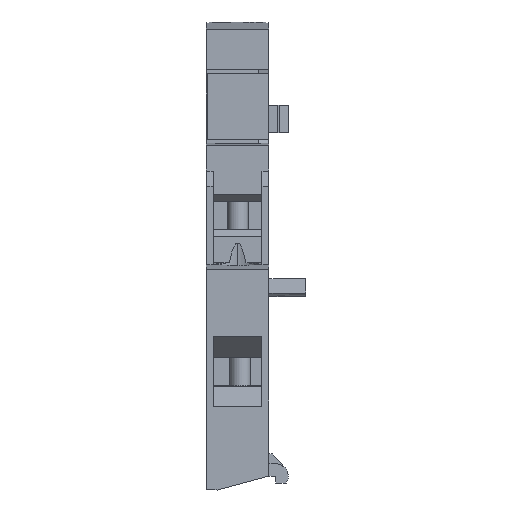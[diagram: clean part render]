
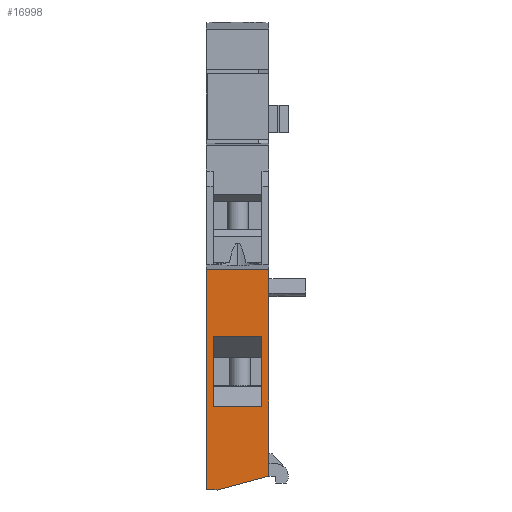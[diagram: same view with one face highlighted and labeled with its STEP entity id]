
A CAD part, front view. The second image highlights one B-rep face of the part: STEP entity #16998.
In plain terms, the highlighted face is planar.
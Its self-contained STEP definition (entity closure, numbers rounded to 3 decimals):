
#2169 = CARTESIAN_POINT ( 'NONE',  ( -16.333, 8.82, 34.527 ) ) ;
#2170 = DIRECTION ( 'NONE',  ( 0., -1., 0. ) ) ;
#2171 = VECTOR ( 'NONE', #2170, 1000. ) ;
#2172 = CARTESIAN_POINT ( 'NONE',  ( -16.333, 38.584, 34.527 ) ) ;
#2173 = LINE ( 'NONE', #2172, #2171 ) ;
#2174 = CARTESIAN_POINT ( 'NONE',  ( -16.333, 38.584, 34.527 ) ) ;
#3143 = DIRECTION ( 'NONE',  ( 0., 0., -1. ) ) ;
#3144 = VECTOR ( 'NONE', #3143, 1000. ) ;
#3145 = CARTESIAN_POINT ( 'NONE',  ( -16.333, 38.584, 43.527 ) ) ;
#3146 = LINE ( 'NONE', #3145, #3144 ) ;
#3147 = CARTESIAN_POINT ( 'NONE',  ( -16.333, 38.584, 43.527 ) ) ;
#3474 = CARTESIAN_POINT ( 'NONE',  ( -16.333, 6.82, 43.527 ) ) ;
#3475 = DIRECTION ( 'NONE',  ( 0., 0., -1. ) ) ;
#3476 = VECTOR ( 'NONE', #3475, 1000. ) ;
#3477 = CARTESIAN_POINT ( 'NONE',  ( -16.333, 6.82, 43.527 ) ) ;
#3478 = LINE ( 'NONE', #3477, #3476 ) ;
#3479 = CARTESIAN_POINT ( 'NONE',  ( -16.333, 6.82, 41.992 ) ) ;
#3620 = DIRECTION ( 'NONE',  ( 0., -0.259, 0.966 ) ) ;
#3621 = VECTOR ( 'NONE', #3620, 1000. ) ;
#3622 = CARTESIAN_POINT ( 'NONE',  ( -16.333, 6.82, 41.992 ) ) ;
#3623 = LINE ( 'NONE', #3622, #3621 ) ;
#3648 = FACE_OUTER_BOUND ( 'NONE', #17065, .T. ) ;
#3649 = FACE_BOUND ( 'NONE', #16999, .T. ) ;
#3655 = DIRECTION ( 'NONE',  ( 0., -1., 0. ) ) ;
#3656 = VECTOR ( 'NONE', #3655, 1000. ) ;
#3657 = CARTESIAN_POINT ( 'NONE',  ( -16.333, 38.584, 43.527 ) ) ;
#3658 = LINE ( 'NONE', #3657, #3656 ) ;
#3671 = CARTESIAN_POINT ( 'NONE',  ( -16.333, 18.818, 35.527 ) ) ;
#3672 = CARTESIAN_POINT ( 'NONE',  ( -16.333, 28.922, 35.527 ) ) ;
#3673 = DIRECTION ( 'NONE',  ( 0., 0., -1. ) ) ;
#3674 = VECTOR ( 'NONE', #3673, 1000. ) ;
#3675 = CARTESIAN_POINT ( 'NONE',  ( -16.333, 28.922, 42.527 ) ) ;
#3676 = LINE ( 'NONE', #3675, #3674 ) ;
#3677 = CARTESIAN_POINT ( 'NONE',  ( -16.333, 28.922, 42.527 ) ) ;
#3678 = CARTESIAN_POINT ( 'NONE',  ( -16.333, 18.818, 42.527 ) ) ;
#3679 = DIRECTION ( 'NONE',  ( 0., 1., 0. ) ) ;
#3680 = VECTOR ( 'NONE', #3679, 1000. ) ;
#3681 = CARTESIAN_POINT ( 'NONE',  ( -16.333, 28.922, 42.527 ) ) ;
#3682 = LINE ( 'NONE', #3681, #3680 ) ;
#3683 = DIRECTION ( 'NONE',  ( 0., 1., 0. ) ) ;
#3684 = DIRECTION ( 'NONE',  ( 1., 0., 0. ) ) ;
#3685 = CARTESIAN_POINT ( 'NONE',  ( -16.333, 38.584, 43.527 ) ) ;
#3686 = AXIS2_PLACEMENT_3D ( 'NONE', #3685, #3684, #3683 ) ;
#3687 = PLANE ( 'NONE',  #3686 ) ;
#3864 = CARTESIAN_POINT ( 'NONE',  ( -16.333, 28.922, 35.527 ) ) ;
#3865 = LINE ( 'NONE', #3864, #3925 ) ;
#3920 = DIRECTION ( 'NONE',  ( 0., 0., -1. ) ) ;
#3921 = VECTOR ( 'NONE', #3920, 1000. ) ;
#3922 = CARTESIAN_POINT ( 'NONE',  ( -16.333, 18.818, 42.527 ) ) ;
#3923 = LINE ( 'NONE', #3922, #3921 ) ;
#3924 = DIRECTION ( 'NONE',  ( 0., 1., 0. ) ) ;
#3925 = VECTOR ( 'NONE', #3924, 1000. ) ;
#16457 = VERTEX_POINT ( 'NONE', #2174 ) ;
#16459 = EDGE_CURVE ( 'NONE', #16457, #16460, #2173, .T. ) ;
#16460 = VERTEX_POINT ( 'NONE', #2169 ) ;
#16823 = VERTEX_POINT ( 'NONE', #3147 ) ;
#16825 = EDGE_CURVE ( 'NONE', #16823, #16457, #3146, .T. ) ;
#16922 = VERTEX_POINT ( 'NONE', #3479 ) ;
#16924 = EDGE_CURVE ( 'NONE', #16925, #16922, #3478, .T. ) ;
#16925 = VERTEX_POINT ( 'NONE', #3474 ) ;
#16981 = EDGE_CURVE ( 'NONE', #16460, #16922, #3623, .T. ) ;
#16989 = ORIENTED_EDGE ( 'NONE', *, *, #16825, .F. ) ;
#16990 = ORIENTED_EDGE ( 'NONE', *, *, #16991, .T. ) ;
#16991 = EDGE_CURVE ( 'NONE', #16823, #16925, #3658, .T. ) ;
#16992 = ORIENTED_EDGE ( 'NONE', *, *, #16924, .T. ) ;
#16998 = ADVANCED_FACE ( 'NONE', ( #3649, #3648 ), #3687, .T. ) ;
#16999 = EDGE_LOOP ( 'NONE', ( #17000, #17004, #17061, #17063 ) ) ;
#17000 = ORIENTED_EDGE ( 'NONE', *, *, #17001, .T. ) ;
#17001 = EDGE_CURVE ( 'NONE', #17002, #17003, #3682, .T. ) ;
#17002 = VERTEX_POINT ( 'NONE', #3678 ) ;
#17003 = VERTEX_POINT ( 'NONE', #3677 ) ;
#17004 = ORIENTED_EDGE ( 'NONE', *, *, #17005, .T. ) ;
#17005 = EDGE_CURVE ( 'NONE', #17003, #17006, #3676, .T. ) ;
#17006 = VERTEX_POINT ( 'NONE', #3672 ) ;
#17007 = VERTEX_POINT ( 'NONE', #3671 ) ;
#17061 = ORIENTED_EDGE ( 'NONE', *, *, #17062, .F. ) ;
#17062 = EDGE_CURVE ( 'NONE', #17007, #17006, #3865, .T. ) ;
#17063 = ORIENTED_EDGE ( 'NONE', *, *, #17064, .F. ) ;
#17064 = EDGE_CURVE ( 'NONE', #17002, #17007, #3923, .T. ) ;
#17065 = EDGE_LOOP ( 'NONE', ( #17066, #17067, #16989, #16990, #16992 ) ) ;
#17066 = ORIENTED_EDGE ( 'NONE', *, *, #16981, .F. ) ;
#17067 = ORIENTED_EDGE ( 'NONE', *, *, #16459, .F. ) ;
